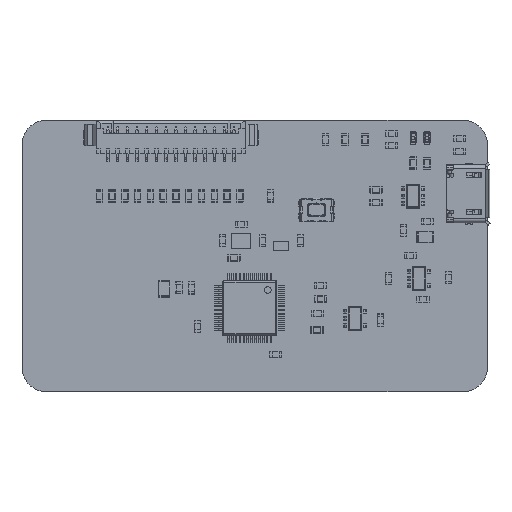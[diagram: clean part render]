
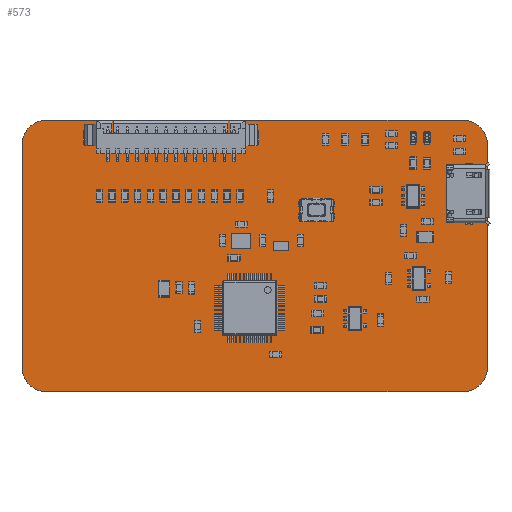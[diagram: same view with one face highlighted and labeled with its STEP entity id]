
A CAD part, top view. The second image highlights one B-rep face of the part: STEP entity #573.
In plain terms, the highlighted planar face has unit normal (0, 0, 1).
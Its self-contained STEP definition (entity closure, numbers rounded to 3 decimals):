
#308 = VERTEX_POINT('',#309);
#309 = CARTESIAN_POINT('',(0.,3.116,0.411));
#315 = EDGE_CURVE('',#308,#316,#318,.T.);
#316 = VERTEX_POINT('',#317);
#317 = CARTESIAN_POINT('',(0.,31.866,0.411)
  );
#318 = LINE('',#319,#320);
#319 = CARTESIAN_POINT('',(0.,3.116,0.411));
#320 = VECTOR('',#321,1.);
#321 = DIRECTION('',(0.,1.,0.));
#346 = EDGE_CURVE('',#316,#347,#349,.T.);
#347 = VERTEX_POINT('',#348);
#348 = CARTESIAN_POINT('',(3.125,34.991,0.411));
#349 = CIRCLE('',#350,3.148);
#350 = AXIS2_PLACEMENT_3D('',#351,#352,#353);
#351 = CARTESIAN_POINT('',(3.148,31.843,0.411));
#352 = DIRECTION('',(0.,0.,-1.));
#353 = DIRECTION('',(-1.,0.007,0.));
#379 = EDGE_CURVE('',#347,#380,#382,.T.);
#380 = VERTEX_POINT('',#381);
#381 = CARTESIAN_POINT('',(56.875,34.991,0.411));
#382 = LINE('',#383,#384);
#383 = CARTESIAN_POINT('',(3.125,34.991,0.411));
#384 = VECTOR('',#385,1.);
#385 = DIRECTION('',(1.,0.,0.));
#410 = EDGE_CURVE('',#380,#411,#413,.T.);
#411 = VERTEX_POINT('',#412);
#412 = CARTESIAN_POINT('',(60.,31.866,0.411));
#413 = CIRCLE('',#414,3.148);
#414 = AXIS2_PLACEMENT_3D('',#415,#416,#417);
#415 = CARTESIAN_POINT('',(56.852,31.843,0.411));
#416 = DIRECTION('',(0.,0.,-1.));
#417 = DIRECTION('',(0.007,1.,0.));
#443 = EDGE_CURVE('',#411,#444,#446,.T.);
#444 = VERTEX_POINT('',#445);
#445 = CARTESIAN_POINT('',(60.,3.116,0.411));
#446 = LINE('',#447,#448);
#447 = CARTESIAN_POINT('',(60.,31.866,0.411));
#448 = VECTOR('',#449,1.);
#449 = DIRECTION('',(0.,-1.,0.));
#474 = EDGE_CURVE('',#444,#475,#477,.T.);
#475 = VERTEX_POINT('',#476);
#476 = CARTESIAN_POINT('',(56.875,-0.009,0.411));
#477 = CIRCLE('',#478,3.148);
#478 = AXIS2_PLACEMENT_3D('',#479,#480,#481);
#479 = CARTESIAN_POINT('',(56.852,3.139,0.411));
#480 = DIRECTION('',(0.,0.,-1.));
#481 = DIRECTION('',(1.,-0.007,0.));
#507 = EDGE_CURVE('',#475,#508,#510,.T.);
#508 = VERTEX_POINT('',#509);
#509 = CARTESIAN_POINT('',(3.125,-0.009,0.411));
#510 = LINE('',#511,#512);
#511 = CARTESIAN_POINT('',(56.875,-0.009,0.411));
#512 = VECTOR('',#513,1.);
#513 = DIRECTION('',(-1.,0.,0.));
#538 = EDGE_CURVE('',#508,#308,#539,.T.);
#539 = CIRCLE('',#540,3.148);
#540 = AXIS2_PLACEMENT_3D('',#541,#542,#543);
#541 = CARTESIAN_POINT('',(3.148,3.139,0.411));
#542 = DIRECTION('',(0.,0.,-1.));
#543 = DIRECTION('',(-0.007,-1.,0.));
#573 = ADVANCED_FACE('',(#574),#584,.T.);
#574 = FACE_BOUND('',#575,.F.);
#575 = EDGE_LOOP('',(#576,#577,#578,#579,#580,#581,#582,#583));
#576 = ORIENTED_EDGE('',*,*,#315,.T.);
#577 = ORIENTED_EDGE('',*,*,#346,.T.);
#578 = ORIENTED_EDGE('',*,*,#379,.T.);
#579 = ORIENTED_EDGE('',*,*,#410,.T.);
#580 = ORIENTED_EDGE('',*,*,#443,.T.);
#581 = ORIENTED_EDGE('',*,*,#474,.T.);
#582 = ORIENTED_EDGE('',*,*,#507,.T.);
#583 = ORIENTED_EDGE('',*,*,#538,.T.);
#584 = PLANE('',#585);
#585 = AXIS2_PLACEMENT_3D('',#586,#587,#588);
#586 = CARTESIAN_POINT('',(0.,3.116,0.411));
#587 = DIRECTION('',(0.,0.,1.));
#588 = DIRECTION('',(1.,0.,0.));
